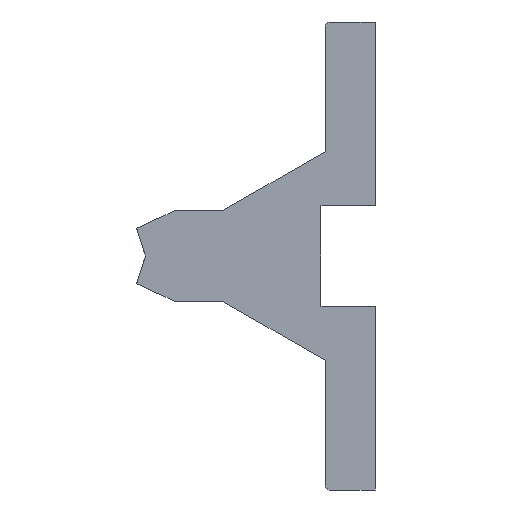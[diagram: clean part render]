
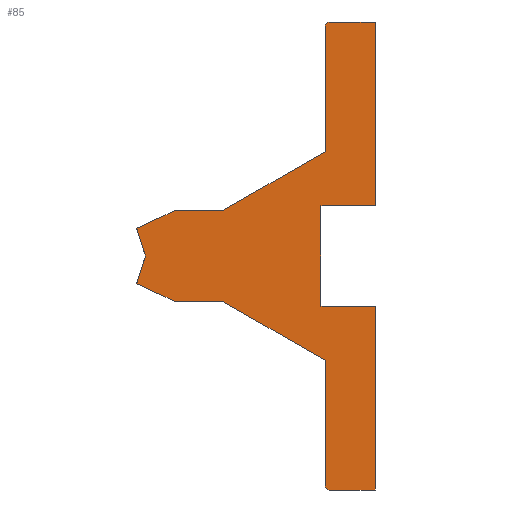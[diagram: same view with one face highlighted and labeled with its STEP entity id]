
A CAD part, left-side view. The second image highlights one B-rep face of the part: STEP entity #85.
In plain terms, the highlighted planar face has unit normal (-1, 0, 0).
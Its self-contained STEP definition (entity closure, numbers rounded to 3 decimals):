
#85 = ADVANCED_FACE( '', ( #209 ), #210, .F. );
#209 = FACE_OUTER_BOUND( '', #417, .T. );
#210 = PLANE( '', #418 );
#417 = EDGE_LOOP( '', ( #644, #645, #646, #647, #648, #649, #650, #651, #652, #653, #654, #655, #656, #657, #658, #659, #660, #661, #662 ) );
#418 = AXIS2_PLACEMENT_3D( '', #663, #664, #665 );
#644 = ORIENTED_EDGE( '', *, *, #1091, .F. );
#645 = ORIENTED_EDGE( '', *, *, #1092, .F. );
#646 = ORIENTED_EDGE( '', *, *, #1093, .F. );
#647 = ORIENTED_EDGE( '', *, *, #1094, .F. );
#648 = ORIENTED_EDGE( '', *, *, #1095, .F. );
#649 = ORIENTED_EDGE( '', *, *, #1096, .F. );
#650 = ORIENTED_EDGE( '', *, *, #1068, .F. );
#651 = ORIENTED_EDGE( '', *, *, #1097, .F. );
#652 = ORIENTED_EDGE( '', *, *, #1098, .F. );
#653 = ORIENTED_EDGE( '', *, *, #1076, .F. );
#654 = ORIENTED_EDGE( '', *, *, #1099, .F. );
#655 = ORIENTED_EDGE( '', *, *, #1100, .F. );
#656 = ORIENTED_EDGE( '', *, *, #1101, .F. );
#657 = ORIENTED_EDGE( '', *, *, #1102, .F. );
#658 = ORIENTED_EDGE( '', *, *, #1103, .F. );
#659 = ORIENTED_EDGE( '', *, *, #1086, .F. );
#660 = ORIENTED_EDGE( '', *, *, #1104, .F. );
#661 = ORIENTED_EDGE( '', *, *, #1105, .F. );
#662 = ORIENTED_EDGE( '', *, *, #1106, .F. );
#663 = CARTESIAN_POINT( '', ( 0., 5.5, -27.5 ) );
#664 = DIRECTION( '', ( 1., 0., 0. ) );
#665 = DIRECTION( '', ( 0., 0., -1. ) );
#1068 = EDGE_CURVE( '', #1249, #1251, #1252, .T. );
#1076 = EDGE_CURVE( '', #1264, #1265, #1266, .T. );
#1086 = EDGE_CURVE( '', #1281, #1282, #1283, .T. );
#1091 = EDGE_CURVE( '', #1290, #1291, #1292, .T. );
#1092 = EDGE_CURVE( '', #1293, #1290, #1294, .T. );
#1093 = EDGE_CURVE( '', #1295, #1293, #1296, .T. );
#1094 = EDGE_CURVE( '', #1297, #1295, #1298, .T. );
#1095 = EDGE_CURVE( '', #1299, #1297, #1300, .T. );
#1096 = EDGE_CURVE( '', #1251, #1299, #1301, .T. );
#1097 = EDGE_CURVE( '', #1302, #1249, #1303, .T. );
#1098 = EDGE_CURVE( '', #1265, #1302, #1304, .T. );
#1099 = EDGE_CURVE( '', #1305, #1264, #1306, .T. );
#1100 = EDGE_CURVE( '', #1307, #1305, #1308, .T. );
#1101 = EDGE_CURVE( '', #1309, #1307, #1310, .T. );
#1102 = EDGE_CURVE( '', #1311, #1309, #1312, .T. );
#1103 = EDGE_CURVE( '', #1282, #1311, #1313, .T. );
#1104 = EDGE_CURVE( '', #1314, #1281, #1315, .T. );
#1105 = EDGE_CURVE( '', #1316, #1314, #1317, .T. );
#1106 = EDGE_CURVE( '', #1291, #1316, #1318, .T. );
#1249 = VERTEX_POINT( '', #1521 );
#1251 = VERTEX_POINT( '', #1524 );
#1252 = LINE( '', #1525, #1526 );
#1264 = VERTEX_POINT( '', #1541 );
#1265 = VERTEX_POINT( '', #1542 );
#1266 = LINE( '', #1543, #1544 );
#1281 = VERTEX_POINT( '', #1564 );
#1282 = VERTEX_POINT( '', #1565 );
#1283 = LINE( '', #1566, #1567 );
#1290 = VERTEX_POINT( '', #1577 );
#1291 = VERTEX_POINT( '', #1578 );
#1292 = LINE( '', #1579, #1580 );
#1293 = VERTEX_POINT( '', #1581 );
#1294 = CIRCLE( '', #1582, 0.5 );
#1295 = VERTEX_POINT( '', #1583 );
#1296 = LINE( '', #1584, #1585 );
#1297 = VERTEX_POINT( '', #1586 );
#1298 = LINE( '', #1587, #1588 );
#1299 = VERTEX_POINT( '', #1589 );
#1300 = LINE( '', #1590, #1591 );
#1301 = LINE( '', #1592, #1593 );
#1302 = VERTEX_POINT( '', #1594 );
#1303 = LINE( '', #1595, #1596 );
#1304 = LINE( '', #1597, #1598 );
#1305 = VERTEX_POINT( '', #1599 );
#1306 = LINE( '', #1600, #1601 );
#1307 = VERTEX_POINT( '', #1602 );
#1308 = LINE( '', #1603, #1604 );
#1309 = VERTEX_POINT( '', #1605 );
#1310 = CIRCLE( '', #1606, 0.5 );
#1311 = VERTEX_POINT( '', #1607 );
#1312 = LINE( '', #1608, #1609 );
#1313 = LINE( '', #1610, #1611 );
#1314 = VERTEX_POINT( '', #1612 );
#1315 = LINE( '', #1613, #1614 );
#1316 = VERTEX_POINT( '', #1615 );
#1317 = LINE( '', #1616, #1617 );
#1318 = LINE( '', #1618, #1619 );
#1521 = CARTESIAN_POINT( '', ( 0., 27.515, 0. ) );
#1524 = CARTESIAN_POINT( '', ( 0., 28.555, 3.3 ) );
#1525 = CARTESIAN_POINT( '', ( 0., 27.515, 0. ) );
#1526 = VECTOR( '', #1864, 1000. );
#1541 = CARTESIAN_POINT( '', ( 0., 18.124, -5.5 ) );
#1542 = CARTESIAN_POINT( '', ( 0., 23.837, -5.5 ) );
#1543 = CARTESIAN_POINT( '', ( 0., 18.124, -5.5 ) );
#1544 = VECTOR( '', #1874, 1000. );
#1564 = CARTESIAN_POINT( '', ( 0., 6.5, -6. ) );
#1565 = CARTESIAN_POINT( '', ( 0., 0., -6. ) );
#1566 = CARTESIAN_POINT( '', ( 0., 6.5, -6. ) );
#1567 = VECTOR( '', #1886, 1000. );
#1577 = CARTESIAN_POINT( '', ( 0., 5.5, 28. ) );
#1578 = CARTESIAN_POINT( '', ( 0., 0., 28. ) );
#1579 = CARTESIAN_POINT( '', ( 0., 5.5, 28. ) );
#1580 = VECTOR( '', #1890, 1000. );
#1581 = CARTESIAN_POINT( '', ( 0., 6., 27.5 ) );
#1582 = AXIS2_PLACEMENT_3D( '', #1891, #1892, #1893 );
#1583 = CARTESIAN_POINT( '', ( 0., 6., 12.5 ) );
#1584 = CARTESIAN_POINT( '', ( 0., 6., 12.5 ) );
#1585 = VECTOR( '', #1894, 1000. );
#1586 = CARTESIAN_POINT( '', ( 0., 18.124, 5.5 ) );
#1587 = CARTESIAN_POINT( '', ( 0., 18.124, 5.5 ) );
#1588 = VECTOR( '', #1895, 1000. );
#1589 = CARTESIAN_POINT( '', ( 0., 23.837, 5.5 ) );
#1590 = CARTESIAN_POINT( '', ( 0., 23.837, 5.5 ) );
#1591 = VECTOR( '', #1896, 1000. );
#1592 = CARTESIAN_POINT( '', ( 0., 28.555, 3.3 ) );
#1593 = VECTOR( '', #1897, 1000. );
#1594 = CARTESIAN_POINT( '', ( 0., 28.555, -3.3 ) );
#1595 = CARTESIAN_POINT( '', ( 0., 28.555, -3.3 ) );
#1596 = VECTOR( '', #1898, 1000. );
#1597 = CARTESIAN_POINT( '', ( 0., 23.837, -5.5 ) );
#1598 = VECTOR( '', #1899, 1000. );
#1599 = CARTESIAN_POINT( '', ( 0., 6., -12.5 ) );
#1600 = CARTESIAN_POINT( '', ( 0., 6., -12.5 ) );
#1601 = VECTOR( '', #1900, 1000. );
#1602 = CARTESIAN_POINT( '', ( 0., 6., -27.5 ) );
#1603 = CARTESIAN_POINT( '', ( 0., 6., -27.5 ) );
#1604 = VECTOR( '', #1901, 1000. );
#1605 = CARTESIAN_POINT( '', ( 0., 5.5, -28. ) );
#1606 = AXIS2_PLACEMENT_3D( '', #1902, #1903, #1904 );
#1607 = CARTESIAN_POINT( '', ( 0., 0., -28. ) );
#1608 = CARTESIAN_POINT( '', ( 0., 0., -28. ) );
#1609 = VECTOR( '', #1905, 1000. );
#1610 = CARTESIAN_POINT( '', ( 0., 0., -6. ) );
#1611 = VECTOR( '', #1906, 1000. );
#1612 = CARTESIAN_POINT( '', ( 0., 6.5, 6. ) );
#1613 = CARTESIAN_POINT( '', ( 0., 6.5, 6. ) );
#1614 = VECTOR( '', #1907, 1000. );
#1615 = CARTESIAN_POINT( '', ( 0., 0., 6. ) );
#1616 = CARTESIAN_POINT( '', ( 0., 0., 6. ) );
#1617 = VECTOR( '', #1908, 1000. );
#1618 = CARTESIAN_POINT( '', ( 0., 0., 28. ) );
#1619 = VECTOR( '', #1909, 1000. );
#1864 = DIRECTION( '', ( 0., 0.301, 0.954 ) );
#1874 = DIRECTION( '', ( 0., 1., 0. ) );
#1886 = DIRECTION( '', ( 0., -1., 0. ) );
#1890 = DIRECTION( '', ( 0., -1., 0. ) );
#1891 = CARTESIAN_POINT( '', ( 0., 5.5, 27.5 ) );
#1892 = DIRECTION( '', ( 1., 0., 0. ) );
#1893 = DIRECTION( '', ( 0., 0., -1. ) );
#1894 = DIRECTION( '', ( 0., 0., 1. ) );
#1895 = DIRECTION( '', ( 0., -0.866, 0.5 ) );
#1896 = DIRECTION( '', ( 0., -1., 0. ) );
#1897 = DIRECTION( '', ( 0., -0.906, 0.423 ) );
#1898 = DIRECTION( '', ( 0., -0.301, 0.954 ) );
#1899 = DIRECTION( '', ( 0., 0.906, 0.423 ) );
#1900 = DIRECTION( '', ( 0., 0.866, 0.5 ) );
#1901 = DIRECTION( '', ( 0., 0., 1. ) );
#1902 = CARTESIAN_POINT( '', ( 0., 5.5, -27.5 ) );
#1903 = DIRECTION( '', ( 1., 0., 0. ) );
#1904 = DIRECTION( '', ( 0., 0., -1. ) );
#1905 = DIRECTION( '', ( 0., 1., 0. ) );
#1906 = DIRECTION( '', ( 0., 0., -1. ) );
#1907 = DIRECTION( '', ( 0., 0., -1. ) );
#1908 = DIRECTION( '', ( 0., 1., 0. ) );
#1909 = DIRECTION( '', ( 0., 0., -1. ) );
